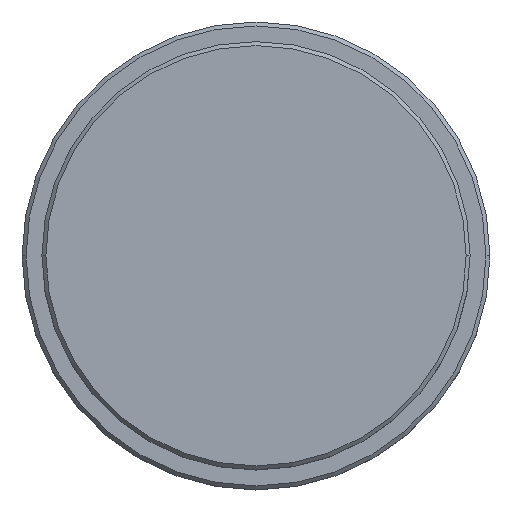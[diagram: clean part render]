
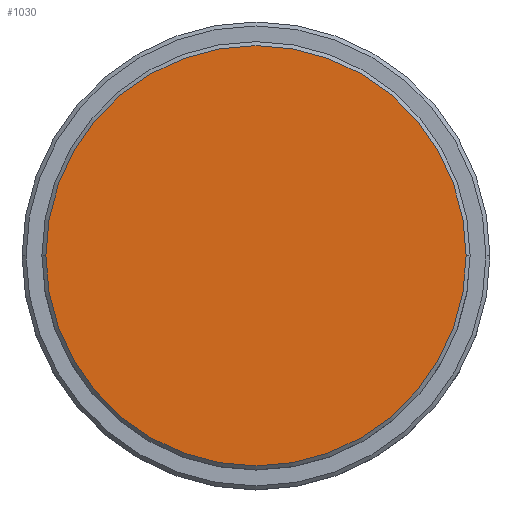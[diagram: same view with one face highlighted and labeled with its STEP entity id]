
A CAD part, top view. The second image highlights one B-rep face of the part: STEP entity #1030.
In plain terms, the highlighted planar face has unit normal (0, 0, 1).
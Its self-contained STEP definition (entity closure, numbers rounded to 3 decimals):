
#134 = DIRECTION ( 'NONE',  ( 0., 0., 1. ) ) ;
#205 = DIRECTION ( 'NONE',  ( 1., 0., 0. ) ) ;
#244 = EDGE_CURVE ( 'NONE', #632, #1275, #922, .T. ) ;
#261 = AXIS2_PLACEMENT_3D ( 'NONE', #474, #134, #1338 ) ;
#276 = ORIENTED_EDGE ( 'NONE', *, *, #244, .T. ) ;
#316 = CARTESIAN_POINT ( 'NONE',  ( 0., 0., 0. ) ) ;
#377 = DIRECTION ( 'NONE',  ( 1., 0., 0. ) ) ;
#420 = FACE_OUTER_BOUND ( 'NONE', #473, .T. ) ;
#456 = CARTESIAN_POINT ( 'NONE',  ( 0., 0., 0. ) ) ;
#473 = EDGE_LOOP ( 'NONE', ( #276, #622 ) ) ;
#474 = CARTESIAN_POINT ( 'NONE',  ( 0., 0., 0. ) ) ;
#503 = AXIS2_PLACEMENT_3D ( 'NONE', #316, #750, #205 ) ;
#574 = AXIS2_PLACEMENT_3D ( 'NONE', #456, #593, #377 ) ;
#593 = DIRECTION ( 'NONE',  ( 0., 0., 1. ) ) ;
#622 = ORIENTED_EDGE ( 'NONE', *, *, #1062, .T. ) ;
#632 = VERTEX_POINT ( 'NONE', #1224 ) ;
#736 = CARTESIAN_POINT ( 'NONE',  ( 26.5, 0., 0. ) ) ;
#750 = DIRECTION ( 'NONE',  ( 0., 0., 1. ) ) ;
#860 = PLANE ( 'NONE',  #503 ) ;
#922 = CIRCLE ( 'NONE', #261, 26.5 ) ;
#1030 = ADVANCED_FACE ( 'NONE', ( #420 ), #860, .T. ) ;
#1062 = EDGE_CURVE ( 'NONE', #1275, #632, #1285, .T. ) ;
#1224 = CARTESIAN_POINT ( 'NONE',  ( -26.5, 0., 0. ) ) ;
#1275 = VERTEX_POINT ( 'NONE', #736 ) ;
#1285 = CIRCLE ( 'NONE', #574, 26.5 ) ;
#1338 = DIRECTION ( 'NONE',  ( 1., 0., 0. ) ) ;
